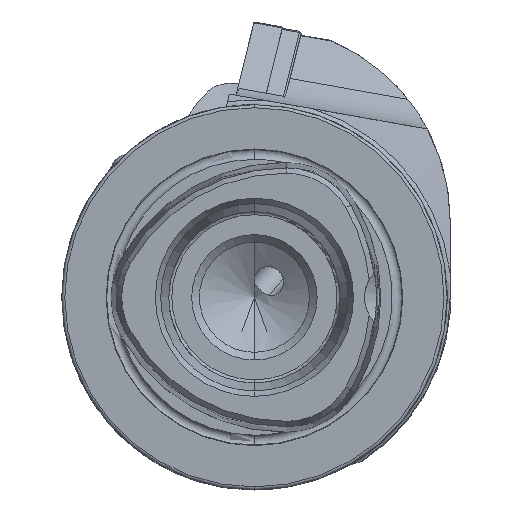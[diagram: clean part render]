
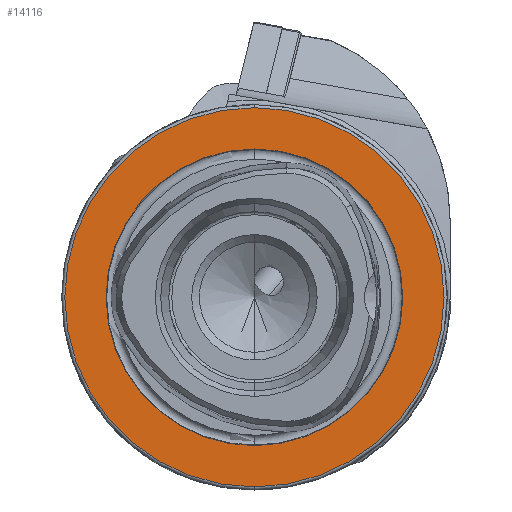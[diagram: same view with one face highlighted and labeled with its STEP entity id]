
A CAD part, left-side view. The second image highlights one B-rep face of the part: STEP entity #14116.
In plain terms, the highlighted planar face has unit normal (-1, 0, 0).
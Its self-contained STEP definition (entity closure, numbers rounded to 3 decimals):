
#876 = CARTESIAN_POINT ( 'NONE',  ( 0., 0., 0. ) ) ;
#877 = DIRECTION ( 'NONE',  ( -1., 0., 0. ) ) ;
#878 = DIRECTION ( 'NONE',  ( 0., 0., 1. ) ) ;
#881 = CARTESIAN_POINT ( 'NONE',  ( 0., 0., 0. ) ) ;
#882 = DIRECTION ( 'NONE',  ( -1., 0., 0. ) ) ;
#883 = DIRECTION ( 'NONE',  ( 0., 0., 1. ) ) ;
#2926 = EDGE_LOOP ( 'NONE', ( #8787, #8788 ) ) ;
#2927 = EDGE_LOOP ( 'NONE', ( #8789, #8790 ) ) ;
#3519 = VERTEX_POINT ( 'NONE', #14256 ) ;
#3520 = VERTEX_POINT ( 'NONE', #14254 ) ;
#3522 = VERTEX_POINT ( 'NONE', #14259 ) ;
#3523 = VERTEX_POINT ( 'NONE', #14257 ) ;
#4233 = AXIS2_PLACEMENT_3D ( 'NONE', #876, #877, #878 ) ;
#4234 = AXIS2_PLACEMENT_3D ( 'NONE', #881, #882, #883 ) ;
#4708 = CIRCLE ( 'NONE', #4233, 31. ) ;
#4709 = CIRCLE ( 'NONE', #4234, 24.25 ) ;
#6792 = FACE_BOUND ( 'NONE', #2926, .T. ) ;
#6794 = FACE_OUTER_BOUND ( 'NONE', #2927, .T. ) ;
#7210 = DIRECTION ( 'NONE',  ( 1., 0., 0. ) ) ;
#7211 = CARTESIAN_POINT ( 'NONE',  ( 0., 24.25, 0. ) ) ;
#7213 = PLANE ( 'NONE',  #8097 ) ;
#7215 = DIRECTION ( 'NONE',  ( 0., 0., -1. ) ) ;
#8097 = AXIS2_PLACEMENT_3D ( 'NONE', #7211, #7210, #7215 ) ;
#8787 = ORIENTED_EDGE ( 'NONE', *, *, #10855, .F. ) ;
#8788 = ORIENTED_EDGE ( 'NONE', *, *, #10572, .F. ) ;
#8789 = ORIENTED_EDGE ( 'NONE', *, *, #10576, .T. ) ;
#8790 = ORIENTED_EDGE ( 'NONE', *, *, #10854, .T. ) ;
#10572 = EDGE_CURVE ( 'NONE', #3519, #3520, #12866, .T. ) ;
#10576 = EDGE_CURVE ( 'NONE', #3522, #3523, #12873, .T. ) ;
#10854 = EDGE_CURVE ( 'NONE', #3523, #3522, #4708, .T. ) ;
#10855 = EDGE_CURVE ( 'NONE', #3520, #3519, #4709, .T. ) ;
#11958 = CARTESIAN_POINT ( 'NONE',  ( 0., 0., 0. ) ) ;
#11959 = DIRECTION ( 'NONE',  ( -1., 0., 0. ) ) ;
#11960 = DIRECTION ( 'NONE',  ( 0., 0., 1. ) ) ;
#11969 = CARTESIAN_POINT ( 'NONE',  ( 0., 0., 0. ) ) ;
#11970 = DIRECTION ( 'NONE',  ( -1., 0., 0. ) ) ;
#11971 = DIRECTION ( 'NONE',  ( 0., 0., 1. ) ) ;
#12866 = CIRCLE ( 'NONE', #13774, 24.25 ) ;
#12873 = CIRCLE ( 'NONE', #13777, 31. ) ;
#13774 = AXIS2_PLACEMENT_3D ( 'NONE', #11958, #11959, #11960 ) ;
#13777 = AXIS2_PLACEMENT_3D ( 'NONE', #11969, #11970, #11971 ) ;
#14116 = ADVANCED_FACE ( 'NONE', ( #6792, #6794 ), #7213, .F. ) ;
#14254 = CARTESIAN_POINT ( 'NONE',  ( 0., 0., 24.25 ) ) ;
#14256 = CARTESIAN_POINT ( 'NONE',  ( 0., 0., -24.25 ) ) ;
#14257 = CARTESIAN_POINT ( 'NONE',  ( 0., 0., -31. ) ) ;
#14259 = CARTESIAN_POINT ( 'NONE',  ( 0., 0., 31. ) ) ;
